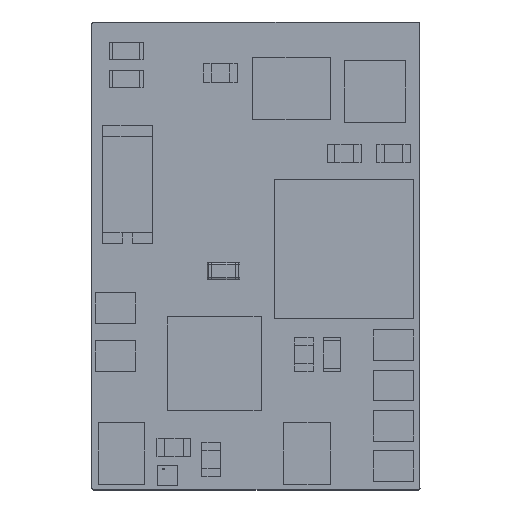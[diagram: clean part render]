
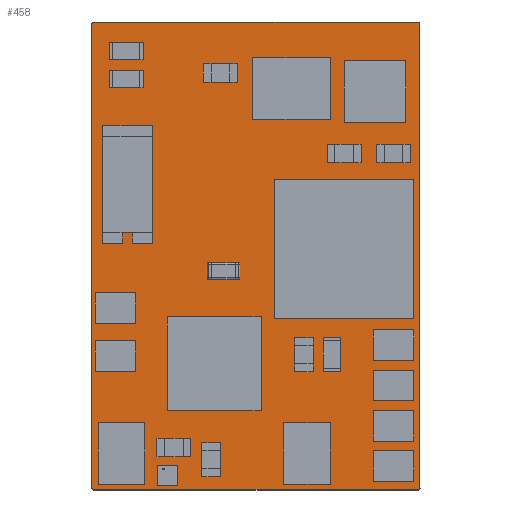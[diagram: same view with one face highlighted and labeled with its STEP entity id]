
A CAD part, top view. The second image highlights one B-rep face of the part: STEP entity #458.
In plain terms, the highlighted planar face has unit normal (0, 0, 1).
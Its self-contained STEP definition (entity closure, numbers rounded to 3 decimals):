
#127 = VERTEX_POINT('',#128);
#128 = CARTESIAN_POINT('',(0.,-0.078,0.36));
#134 = EDGE_CURVE('',#127,#135,#137,.T.);
#135 = VERTEX_POINT('',#136);
#136 = CARTESIAN_POINT('',(-0.05,-0.027,0.36));
#137 = CIRCLE('',#138,0.05);
#138 = AXIS2_PLACEMENT_3D('',#139,#140,#141);
#139 = CARTESIAN_POINT('',(0.,-0.027,
    0.36));
#140 = DIRECTION('',(0.,0.,-1.));
#141 = DIRECTION('',(0.,-1.,0.));
#167 = EDGE_CURVE('',#135,#168,#170,.T.);
#168 = VERTEX_POINT('',#169);
#169 = CARTESIAN_POINT('',(-0.05,15.,0.36));
#170 = LINE('',#171,#172);
#171 = CARTESIAN_POINT('',(-0.05,-0.027,0.36));
#172 = VECTOR('',#173,1.);
#173 = DIRECTION('',(0.,1.,0.));
#198 = EDGE_CURVE('',#168,#199,#201,.T.);
#199 = VERTEX_POINT('',#200);
#200 = CARTESIAN_POINT('',(-0.036,15.036,0.36));
#201 = CIRCLE('',#202,0.05);
#202 = AXIS2_PLACEMENT_3D('',#203,#204,#205);
#203 = CARTESIAN_POINT('',(0.,15.,0.36
    ));
#204 = DIRECTION('',(0.,0.,-1.));
#205 = DIRECTION('',(-1.,0.,0.));
#231 = EDGE_CURVE('',#199,#232,#234,.T.);
#232 = VERTEX_POINT('',#233);
#233 = CARTESIAN_POINT('',(0.,15.05,0.36));
#234 = CIRCLE('',#235,0.05);
#235 = AXIS2_PLACEMENT_3D('',#236,#237,#238);
#236 = CARTESIAN_POINT('',(0.,15.,
    0.36));
#237 = DIRECTION('',(0.,0.,-1.));
#238 = DIRECTION('',(-0.707,0.707,0.));
#264 = EDGE_CURVE('',#232,#265,#267,.T.);
#265 = VERTEX_POINT('',#266);
#266 = CARTESIAN_POINT('',(10.5,15.05,0.36));
#267 = LINE('',#268,#269);
#268 = CARTESIAN_POINT('',(0.,15.05,0.36));
#269 = VECTOR('',#270,1.);
#270 = DIRECTION('',(1.,0.,0.));
#295 = EDGE_CURVE('',#265,#296,#298,.T.);
#296 = VERTEX_POINT('',#297);
#297 = CARTESIAN_POINT('',(10.55,15.,0.36));
#298 = CIRCLE('',#299,0.05);
#299 = AXIS2_PLACEMENT_3D('',#300,#301,#302);
#300 = CARTESIAN_POINT('',(10.5,15.,0.36));
#301 = DIRECTION('',(0.,0.,-1.));
#302 = DIRECTION('',(0.,1.,0.));
#328 = EDGE_CURVE('',#296,#329,#331,.T.);
#329 = VERTEX_POINT('',#330);
#330 = CARTESIAN_POINT('',(10.55,-0.001,0.36));
#331 = LINE('',#332,#333);
#332 = CARTESIAN_POINT('',(10.55,15.,0.36));
#333 = VECTOR('',#334,1.);
#334 = DIRECTION('',(0.,-1.,0.));
#359 = EDGE_CURVE('',#329,#360,#362,.T.);
#360 = VERTEX_POINT('',#361);
#361 = CARTESIAN_POINT('',(10.55,-0.01,0.36));
#362 = LINE('',#363,#364);
#363 = CARTESIAN_POINT('',(10.55,-0.001,0.36));
#364 = VECTOR('',#365,1.);
#365 = DIRECTION('',(0.,-1.,0.));
#390 = EDGE_CURVE('',#360,#391,#393,.T.);
#391 = VERTEX_POINT('',#392);
#392 = CARTESIAN_POINT('',(10.503,-0.078,0.36));
#393 = CIRCLE('',#394,0.05);
#394 = AXIS2_PLACEMENT_3D('',#395,#396,#397);
#395 = CARTESIAN_POINT('',(10.503,-0.027,
    0.36));
#396 = DIRECTION('',(0.,0.,-1.));
#397 = DIRECTION('',(0.938,0.346,0.));
#423 = EDGE_CURVE('',#391,#127,#424,.T.);
#424 = LINE('',#425,#426);
#425 = CARTESIAN_POINT('',(10.503,-0.078,0.36));
#426 = VECTOR('',#427,1.);
#427 = DIRECTION('',(-1.,0.,0.));
#458 = ADVANCED_FACE('',(#459),#471,.T.);
#459 = FACE_BOUND('',#460,.F.);
#460 = EDGE_LOOP('',(#461,#462,#463,#464,#465,#466,#467,#468,#469,#470)
  );
#461 = ORIENTED_EDGE('',*,*,#134,.T.);
#462 = ORIENTED_EDGE('',*,*,#167,.T.);
#463 = ORIENTED_EDGE('',*,*,#198,.T.);
#464 = ORIENTED_EDGE('',*,*,#231,.T.);
#465 = ORIENTED_EDGE('',*,*,#264,.T.);
#466 = ORIENTED_EDGE('',*,*,#295,.T.);
#467 = ORIENTED_EDGE('',*,*,#328,.T.);
#468 = ORIENTED_EDGE('',*,*,#359,.T.);
#469 = ORIENTED_EDGE('',*,*,#390,.T.);
#470 = ORIENTED_EDGE('',*,*,#423,.T.);
#471 = PLANE('',#472);
#472 = AXIS2_PLACEMENT_3D('',#473,#474,#475);
#473 = CARTESIAN_POINT('',(0.,-0.078,0.36));
#474 = DIRECTION('',(0.,0.,1.));
#475 = DIRECTION('',(1.,0.,0.));
